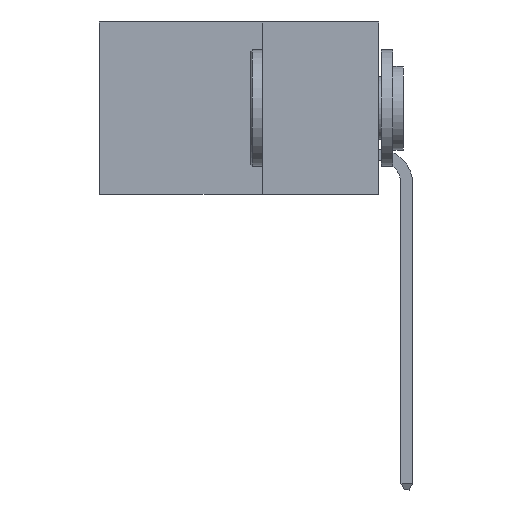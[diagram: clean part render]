
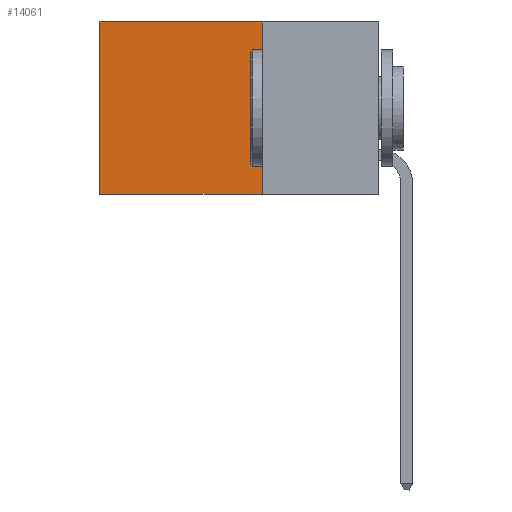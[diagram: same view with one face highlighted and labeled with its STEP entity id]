
A CAD part, left-side view. The second image highlights one B-rep face of the part: STEP entity #14061.
In plain terms, the highlighted planar face has unit normal (-1, 0, 0).
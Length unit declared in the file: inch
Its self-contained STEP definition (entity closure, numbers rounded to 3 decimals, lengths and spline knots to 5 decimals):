
#801 = CARTESIAN_POINT ( 'NONE',  ( 0.298, 0.6, -0.37 ) ) ;
#1818 = CARTESIAN_POINT ( 'NONE',  ( 0.298, 0.25, -0.37 ) ) ;
#2711 = VERTEX_POINT ( 'NONE', #801 ) ;
#3894 = VERTEX_POINT ( 'NONE', #6442 ) ;
#4616 = DIRECTION ( 'NONE',  ( 0., 1., 0. ) ) ;
#4749 = ORIENTED_EDGE ( 'NONE', *, *, #5650, .F. ) ;
#5617 = DIRECTION ( 'NONE',  ( 0., 1., 0. ) ) ;
#5650 = EDGE_CURVE ( 'NONE', #23657, #3894, #15703, .T. ) ;
#5839 = EDGE_LOOP ( 'NONE', ( #9953, #15310, #4749, #10310 ) ) ;
#6442 = CARTESIAN_POINT ( 'NONE',  ( 0.298, 0.25, -0.37 ) ) ;
#6541 = EDGE_CURVE ( 'NONE', #23657, #8673, #7207, .T. ) ;
#6784 = LINE ( 'NONE', #18930, #7980 ) ;
#7111 = CARTESIAN_POINT ( 'NONE',  ( 0.298, 0.25, 0. ) ) ;
#7207 = LINE ( 'NONE', #23824, #11982 ) ;
#7471 = CARTESIAN_POINT ( 'NONE',  ( 0.298, 0.25, 0. ) ) ;
#7980 = VECTOR ( 'NONE', #24943, 39.37008 ) ;
#8673 = VERTEX_POINT ( 'NONE', #16345 ) ;
#9445 = FACE_OUTER_BOUND ( 'NONE', #5839, .T. ) ;
#9680 = DIRECTION ( 'NONE',  ( 0., 0., -1. ) ) ;
#9821 = LINE ( 'NONE', #1818, #11899 ) ;
#9953 = ORIENTED_EDGE ( 'NONE', *, *, #13019, .T. ) ;
#10310 = ORIENTED_EDGE ( 'NONE', *, *, #6541, .T. ) ;
#11771 = DIRECTION ( 'NONE',  ( 1., 0., 0. ) ) ;
#11899 = VECTOR ( 'NONE', #5617, 39.37008 ) ;
#11982 = VECTOR ( 'NONE', #4616, 39.37008 ) ;
#13019 = EDGE_CURVE ( 'NONE', #8673, #2711, #6784, .T. ) ;
#14061 = ADVANCED_FACE ( 'NONE', ( #9445 ), #24774, .F. ) ;
#15310 = ORIENTED_EDGE ( 'NONE', *, *, #16798, .F. ) ;
#15703 = LINE ( 'NONE', #7111, #22124 ) ;
#16345 = CARTESIAN_POINT ( 'NONE',  ( 0.298, 0.6, 0. ) ) ;
#16798 = EDGE_CURVE ( 'NONE', #3894, #2711, #9821, .T. ) ;
#17276 = DIRECTION ( 'NONE',  ( 0., 0., -1. ) ) ;
#18930 = CARTESIAN_POINT ( 'NONE',  ( 0.298, 0.6, 0. ) ) ;
#19262 = CARTESIAN_POINT ( 'NONE',  ( 0.298, 0.25, 0. ) ) ;
#22124 = VECTOR ( 'NONE', #17276, 39.37008 ) ;
#22782 = AXIS2_PLACEMENT_3D ( 'NONE', #19262, #11771, #9680 ) ;
#23657 = VERTEX_POINT ( 'NONE', #7471 ) ;
#23824 = CARTESIAN_POINT ( 'NONE',  ( 0.298, 0.25, 0. ) ) ;
#24774 = PLANE ( 'NONE',  #22782 ) ;
#24943 = DIRECTION ( 'NONE',  ( 0., 0., -1. ) ) ;
